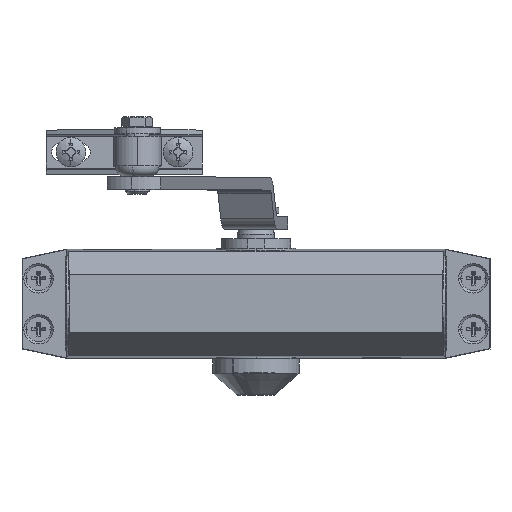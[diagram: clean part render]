
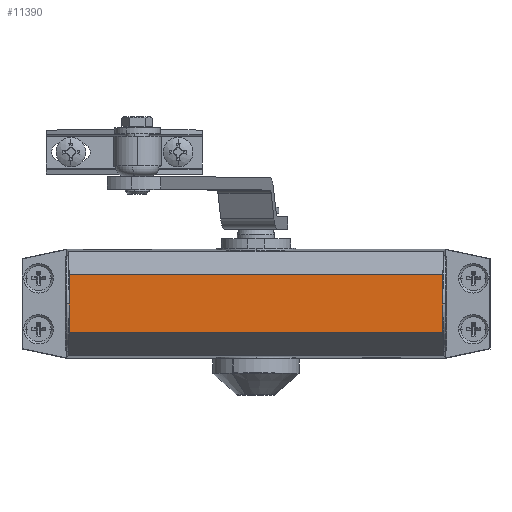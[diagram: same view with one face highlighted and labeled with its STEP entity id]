
A CAD part, top view. The second image highlights one B-rep face of the part: STEP entity #11390.
In plain terms, the highlighted planar face has unit normal (0, 0, 1).
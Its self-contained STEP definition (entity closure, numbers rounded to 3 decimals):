
#92 = DIRECTION ( 'NONE',  ( 0., 0., 1. ) ) ;
#163 = CARTESIAN_POINT ( 'NONE',  ( 69.642, -20.203, 62.4 ) ) ;
#322 = FACE_OUTER_BOUND ( 'NONE', #33758, .T. ) ;
#1749 = CARTESIAN_POINT ( 'NONE',  ( 69.642, -10.761, 62.4 ) ) ;
#3016 = PLANE ( 'NONE',  #35385 ) ;
#6706 = VERTEX_POINT ( 'NONE', #30676 ) ;
#8182 = CARTESIAN_POINT ( 'NONE',  ( -69.642, -20.203, 62.4 ) ) ;
#9058 = DIRECTION ( 'NONE',  ( 1., 0., 0. ) ) ;
#11390 = ADVANCED_FACE ( 'NONE', ( #322 ), #3016, .T. ) ;
#12661 = VECTOR ( 'NONE', #15730, 1000. ) ;
#14423 = ORIENTED_EDGE ( 'NONE', *, *, #28408, .T. ) ;
#14552 = CARTESIAN_POINT ( 'NONE',  ( -69.642, 10.761, 62.4 ) ) ;
#15730 = DIRECTION ( 'NONE',  ( 0., -1., 0. ) ) ;
#15863 = VERTEX_POINT ( 'NONE', #20578 ) ;
#17334 = CARTESIAN_POINT ( 'NONE',  ( 69.642, 10.761, 62.4 ) ) ;
#17702 = DIRECTION ( 'NONE',  ( -1., 0., 0. ) ) ;
#20080 = LINE ( 'NONE', #8182, #12661 ) ;
#20578 = CARTESIAN_POINT ( 'NONE',  ( 69.642, -10.761, 62.4 ) ) ;
#20880 = EDGE_CURVE ( 'NONE', #47993, #6706, #20080, .T. ) ;
#21053 = EDGE_CURVE ( 'NONE', #6706, #15863, #31211, .T. ) ;
#21800 = LINE ( 'NONE', #163, #22742 ) ;
#22742 = VECTOR ( 'NONE', #44728, 1000. ) ;
#25403 = DIRECTION ( 'NONE',  ( 1., 0., 0. ) ) ;
#25518 = VECTOR ( 'NONE', #17702, 1000. ) ;
#28408 = EDGE_CURVE ( 'NONE', #33806, #47993, #47929, .T. ) ;
#29767 = CARTESIAN_POINT ( 'NONE',  ( 0., 0., 62.4 ) ) ;
#30676 = CARTESIAN_POINT ( 'NONE',  ( -69.642, -10.761, 62.4 ) ) ;
#31183 = ORIENTED_EDGE ( 'NONE', *, *, #47745, .T. ) ;
#31211 = LINE ( 'NONE', #1749, #38289 ) ;
#32331 = ORIENTED_EDGE ( 'NONE', *, *, #21053, .T. ) ;
#32568 = ORIENTED_EDGE ( 'NONE', *, *, #20880, .T. ) ;
#32727 = CARTESIAN_POINT ( 'NONE',  ( -69.642, 10.761, 62.4 ) ) ;
#33758 = EDGE_LOOP ( 'NONE', ( #32568, #32331, #31183, #14423 ) ) ;
#33806 = VERTEX_POINT ( 'NONE', #17334 ) ;
#35385 = AXIS2_PLACEMENT_3D ( 'NONE', #29767, #92, #25403 ) ;
#38289 = VECTOR ( 'NONE', #9058, 1000. ) ;
#44728 = DIRECTION ( 'NONE',  ( 0., 1., 0. ) ) ;
#47745 = EDGE_CURVE ( 'NONE', #15863, #33806, #21800, .T. ) ;
#47929 = LINE ( 'NONE', #14552, #25518 ) ;
#47993 = VERTEX_POINT ( 'NONE', #32727 ) ;
